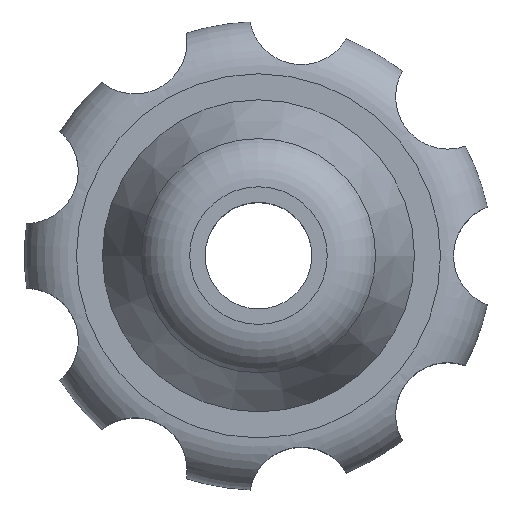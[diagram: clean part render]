
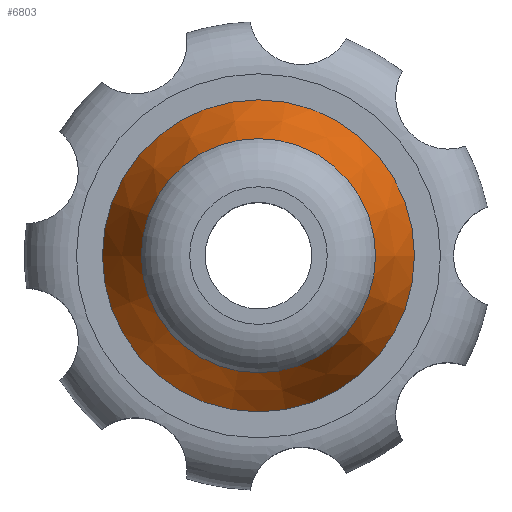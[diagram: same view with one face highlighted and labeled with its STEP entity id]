
A CAD part, top view. The second image highlights one B-rep face of the part: STEP entity #6803.
In plain terms, the highlighted conical face has half-angle 21.801 degrees and reference radius 6 mm.
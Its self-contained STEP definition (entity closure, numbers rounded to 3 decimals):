
#3549 = PLANE('',#3550);
#3550 = AXIS2_PLACEMENT_3D('',#3551,#3552,#3553);
#3551 = CARTESIAN_POINT('',(0.,0.,7.));
#3552 = DIRECTION('',(0.,0.,1.));
#3553 = DIRECTION('',(1.,0.,0.));
#6476 = EDGE_CURVE('',#6477,#6477,#6479,.T.);
#6477 = VERTEX_POINT('',#6478);
#6478 = CARTESIAN_POINT('',(6.,0.,7.));
#6479 = SURFACE_CURVE('',#6480,(#6485,#6492),.PCURVE_S1.);
#6480 = CIRCLE('',#6481,6.);
#6481 = AXIS2_PLACEMENT_3D('',#6482,#6483,#6484);
#6482 = CARTESIAN_POINT('',(0.,0.,7.));
#6483 = DIRECTION('',(0.,0.,1.));
#6484 = DIRECTION('',(1.,0.,0.));
#6485 = PCURVE('',#3549,#6486);
#6486 = DEFINITIONAL_REPRESENTATION('',(#6487),#6491);
#6487 = CIRCLE('',#6488,6.);
#6488 = AXIS2_PLACEMENT_2D('',#6489,#6490);
#6489 = CARTESIAN_POINT('',(0.,0.));
#6490 = DIRECTION('',(1.,0.));
#6491 = ( GEOMETRIC_REPRESENTATION_CONTEXT(2) 
PARAMETRIC_REPRESENTATION_CONTEXT() REPRESENTATION_CONTEXT('2D SPACE',''
  ) );
#6492 = PCURVE('',#6493,#6498);
#6493 = CONICAL_SURFACE('',#6494,6.,0.381);
#6494 = AXIS2_PLACEMENT_3D('',#6495,#6496,#6497);
#6495 = CARTESIAN_POINT('',(0.,0.,7.));
#6496 = DIRECTION('',(-0.,-0.,-1.));
#6497 = DIRECTION('',(1.,0.,0.));
#6498 = DEFINITIONAL_REPRESENTATION('',(#6499),#6503);
#6499 = LINE('',#6500,#6501);
#6500 = CARTESIAN_POINT('',(-0.,-0.));
#6501 = VECTOR('',#6502,1.);
#6502 = DIRECTION('',(-1.,-0.));
#6503 = ( GEOMETRIC_REPRESENTATION_CONTEXT(2) 
PARAMETRIC_REPRESENTATION_CONTEXT() REPRESENTATION_CONTEXT('2D SPACE',''
  ) );
#6803 = ADVANCED_FACE('',(#6804),#6493,.T.);
#6804 = FACE_BOUND('',#6805,.T.);
#6805 = EDGE_LOOP('',(#6806,#6829,#6856,#6857));
#6806 = ORIENTED_EDGE('',*,*,#6807,.T.);
#6807 = EDGE_CURVE('',#6477,#6808,#6810,.T.);
#6808 = VERTEX_POINT('',#6809);
#6809 = CARTESIAN_POINT('',(4.503,0.,10.743));
#6810 = SEAM_CURVE('',#6811,(#6815,#6822),.PCURVE_S1.);
#6811 = LINE('',#6812,#6813);
#6812 = CARTESIAN_POINT('',(6.,0.,7.));
#6813 = VECTOR('',#6814,1.);
#6814 = DIRECTION('',(-0.371,0.,0.928));
#6815 = PCURVE('',#6493,#6816);
#6816 = DEFINITIONAL_REPRESENTATION('',(#6817),#6821);
#6817 = LINE('',#6818,#6819);
#6818 = CARTESIAN_POINT('',(-6.283,0.));
#6819 = VECTOR('',#6820,1.);
#6820 = DIRECTION('',(-0.,-1.));
#6821 = ( GEOMETRIC_REPRESENTATION_CONTEXT(2) 
PARAMETRIC_REPRESENTATION_CONTEXT() REPRESENTATION_CONTEXT('2D SPACE',''
  ) );
#6822 = PCURVE('',#6493,#6823);
#6823 = DEFINITIONAL_REPRESENTATION('',(#6824),#6828);
#6824 = LINE('',#6825,#6826);
#6825 = CARTESIAN_POINT('',(0.,-0.));
#6826 = VECTOR('',#6827,1.);
#6827 = DIRECTION('',(-0.,-1.));
#6828 = ( GEOMETRIC_REPRESENTATION_CONTEXT(2) 
PARAMETRIC_REPRESENTATION_CONTEXT() REPRESENTATION_CONTEXT('2D SPACE',''
  ) );
#6829 = ORIENTED_EDGE('',*,*,#6830,.F.);
#6830 = EDGE_CURVE('',#6808,#6808,#6831,.T.);
#6831 = SURFACE_CURVE('',#6832,(#6837,#6844),.PCURVE_S1.);
#6832 = CIRCLE('',#6833,4.503);
#6833 = AXIS2_PLACEMENT_3D('',#6834,#6835,#6836);
#6834 = CARTESIAN_POINT('',(0.,0.,10.743));
#6835 = DIRECTION('',(-0.,0.,1.));
#6836 = DIRECTION('',(1.,0.,0.));
#6837 = PCURVE('',#6493,#6838);
#6838 = DEFINITIONAL_REPRESENTATION('',(#6839),#6843);
#6839 = LINE('',#6840,#6841);
#6840 = CARTESIAN_POINT('',(-0.,-3.743));
#6841 = VECTOR('',#6842,1.);
#6842 = DIRECTION('',(-1.,-0.));
#6843 = ( GEOMETRIC_REPRESENTATION_CONTEXT(2) 
PARAMETRIC_REPRESENTATION_CONTEXT() REPRESENTATION_CONTEXT('2D SPACE',''
  ) );
#6844 = PCURVE('',#6845,#6850);
#6845 = TOROIDAL_SURFACE('',#6846,2.646,2.);
#6846 = AXIS2_PLACEMENT_3D('',#6847,#6848,#6849);
#6847 = CARTESIAN_POINT('',(0.,0.,10.));
#6848 = DIRECTION('',(0.,0.,1.));
#6849 = DIRECTION('',(1.,0.,0.));
#6850 = DEFINITIONAL_REPRESENTATION('',(#6851),#6855);
#6851 = LINE('',#6852,#6853);
#6852 = CARTESIAN_POINT('',(0.,0.381));
#6853 = VECTOR('',#6854,1.);
#6854 = DIRECTION('',(1.,0.));
#6855 = ( GEOMETRIC_REPRESENTATION_CONTEXT(2) 
PARAMETRIC_REPRESENTATION_CONTEXT() REPRESENTATION_CONTEXT('2D SPACE',''
  ) );
#6856 = ORIENTED_EDGE('',*,*,#6807,.F.);
#6857 = ORIENTED_EDGE('',*,*,#6476,.T.);
